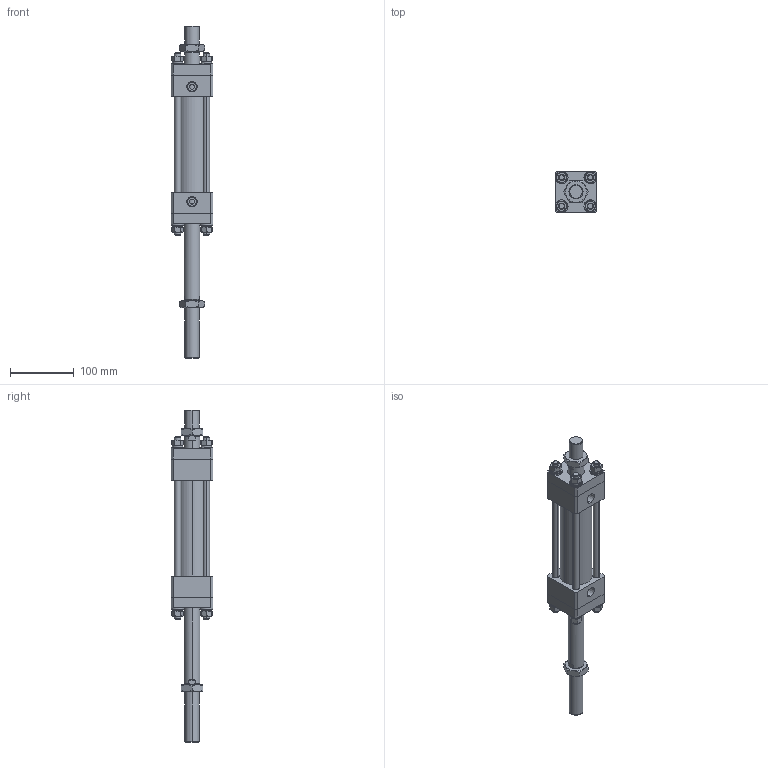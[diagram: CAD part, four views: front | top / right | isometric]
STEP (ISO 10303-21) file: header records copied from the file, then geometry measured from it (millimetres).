
FILE_DESCRIPTION (( 'STEP AP203' ), '1' );
FILE_NAME ('HOD-40-25-100.STEP', '2021-04-27T02:56:53', ( '微软用户' ), ( '微软中国' ), 'SwSTEP 2.0', 'SolidWorks 2012', '' );
FILE_SCHEMA (( 'CONFIG_CONTROL_DESIGN' ));
Length unit declared in the file: millimetre
Products named in the file (10): HOD-40-25-100; hex thin nuts-grades ab-chamfered gb_GB_FASTENER_NUT_STNAB  B M22-N; spring lock washers--normal type gb_GB_FASTENER_WASHER_SW 10; plain washers--product grade c gb_GB_FASTENER_WASHER_SMWC 10; hex nuts 1-fine pitch-grades ab gb_GB_FASTENER_NUT_SNAB1XY M10X1.25-N; HOB-40-25-100前盖; HOD-40-25-100活塞杆; HOD-40-25-100嶺裝; HOB-40-25-100掛极; HOB-40-25-100楊擘
Assembly tree (36 placements, depth 2):
  HOD-40-25-100
    HOB-40-25-100楊擘  x2
    HOB-40-25-100掛极
    HOD-40-25-100嶺裝  x4
    HOD-40-25-100活塞杆
    HOB-40-25-100前盖  x2
    hex nuts 1-fine pitch-grades ab gb_GB_FASTENER_NUT_SNAB1XY M10X1.25-N  x8
    plain washers--product grade c gb_GB_FASTENER_WASHER_SMWC 10  x8
    spring lock washers--normal type gb_GB_FASTENER_WASHER_SW 10  x8
    hex thin nuts-grades ab-chamfered gb_GB_FASTENER_NUT_STNAB  B M22-N  x2
Bounding box: 65 x 65 x 520 mm (x, y, z)
Volume: 823786.5 mm3; surface area: 225825.6 mm2
Topology: 36 solids, 36 shells, 520 faces, 1174 edges, 738 vertices
Faces by surface type: plane 194, cylinder 190, cone 124, torus 12
Entity records: 7324 total; most frequent: CARTESIAN_POINT 1332, DIRECTION 974, ORIENTED_EDGE 804, AXIS2_PLACEMENT_3D 403, EDGE_CURVE 402, VERTEX_POINT 253, EDGE_LOOP 215, CIRCLE 188
